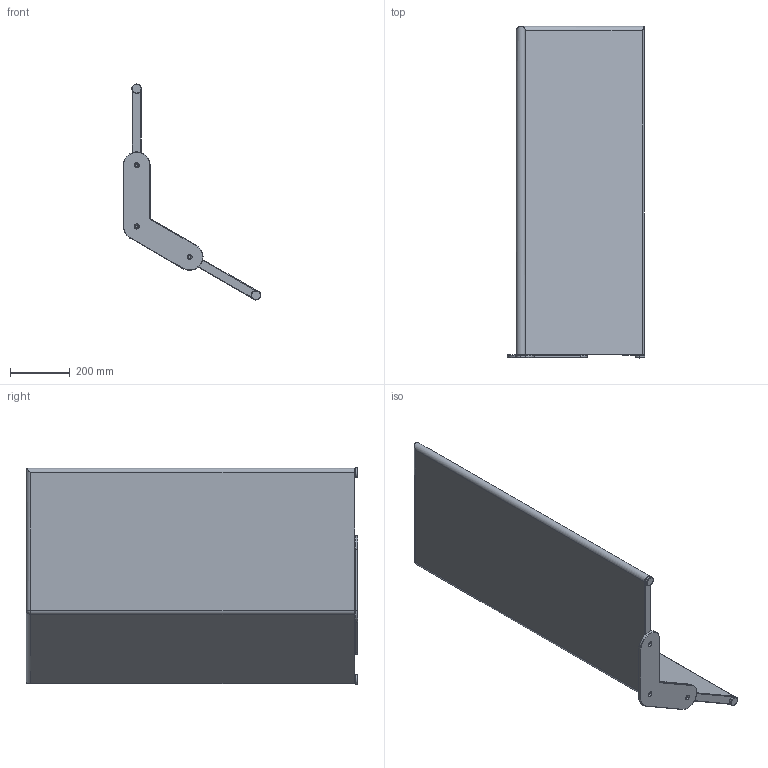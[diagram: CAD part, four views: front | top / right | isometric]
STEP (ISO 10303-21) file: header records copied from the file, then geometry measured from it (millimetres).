
FILE_DESCRIPTION (( 'STEP AP203' ), '1' );
FILE_NAME ('HEXA WALL 1100 NEW.STEP', '2020-03-30T11:47:23', ( '' ), ( '' ), 'SwSTEP 2.0', 'SolidWorks 2017', '' );
FILE_SCHEMA (( 'CONFIG_CONTROL_DESIGN' ));
Length unit declared in the file: millimetre
Products named in the file (1): HEXA WALL 1100 NEW
Bounding box: 460.93 x 1112 x 724.7 mm (x, y, z)
Volume: 31652211 mm3; surface area: 2282214.4 mm2
Topology: 4 solids, 4 shells, 98 faces, 212 edges, 118 vertices
Faces by surface type: cylinder 33, plane 25, cone 21, torus 13, bspline 5, sphere 1
Entity records: 2893 total; most frequent: CARTESIAN_POINT 697, DIRECTION 486, ORIENTED_EDGE 412, EDGE_CURVE 206, AXIS2_PLACEMENT_3D 197, VERTEX_POINT 118, EDGE_LOOP 106, CIRCLE 103
